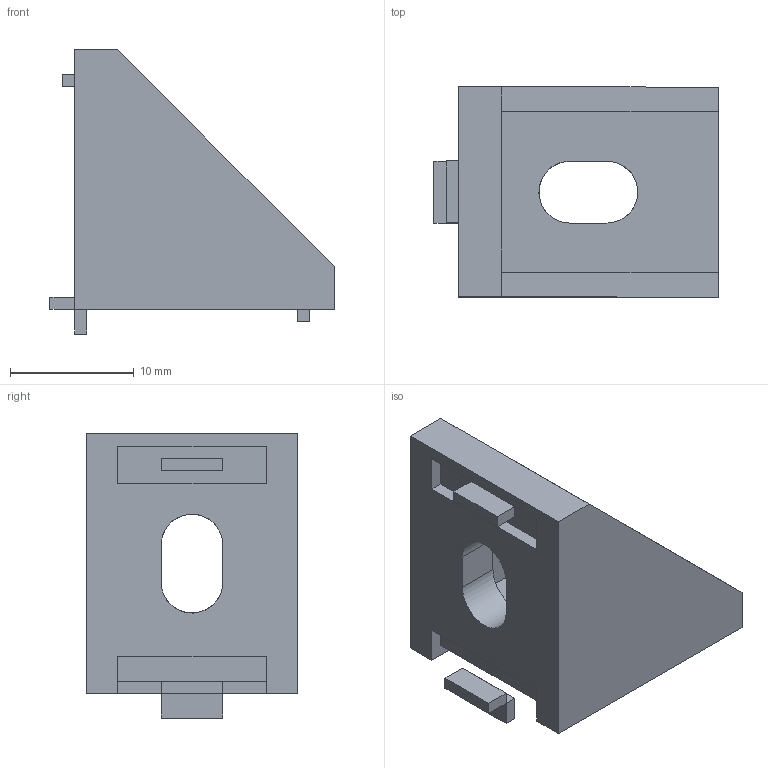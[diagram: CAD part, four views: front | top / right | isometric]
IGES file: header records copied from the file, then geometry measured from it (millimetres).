
Global section: file name: SZ0965N_A; native system: Autodesk Inventor 2015; preprocessor: unknown; author: M. Kaa; date: 20151119.155607; units: millimetre
Bounding box: 23 x 17 x 23 mm (x, y, z)
Volume: 2568.6 mm3; surface area: 2468.6 mm2
Topology: 3 solids, 3 shells, 58 faces, 139 edges, 90 vertices
Faces by surface type: bspline 58
